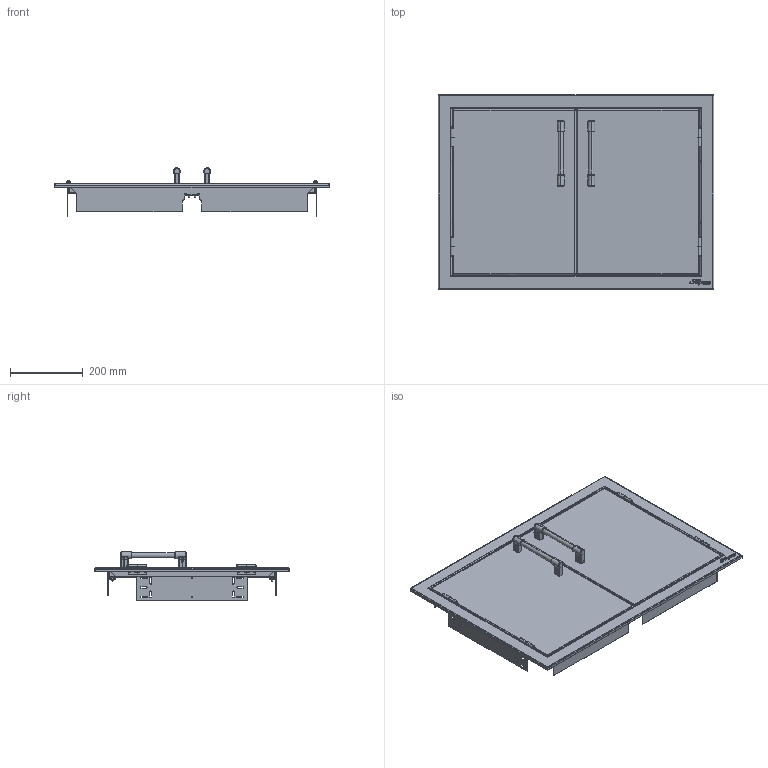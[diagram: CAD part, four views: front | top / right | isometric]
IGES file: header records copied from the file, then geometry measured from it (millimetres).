
Start section: SolidWorks IGES file using analytic representation for surfaces
Global section: file name: AXE-30.IGS; native system: SolidWorks 2017; preprocessor: SolidWorks 2017; author: jorge; date: 181004.135707; units: inch
Bounding box: 759.56 x 536.58 x 133.35 mm (x, y, z)
Surface area: 1540156.1 mm2 (no closed solid volume)
Topology: 0 solids, 0 shells, 1982 faces, 17227 edges, 17207 vertices
Faces by surface type: bspline 1062, revolution 920
